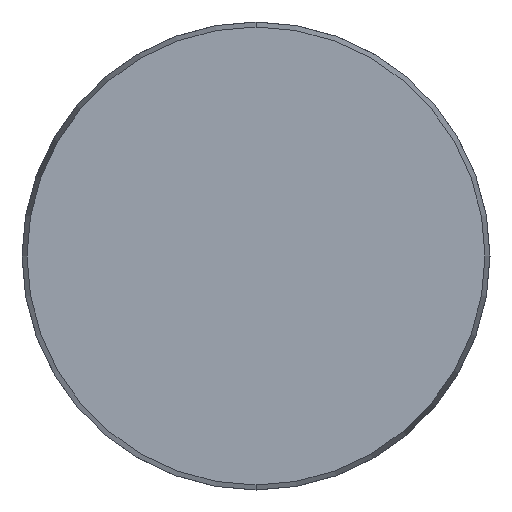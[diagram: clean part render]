
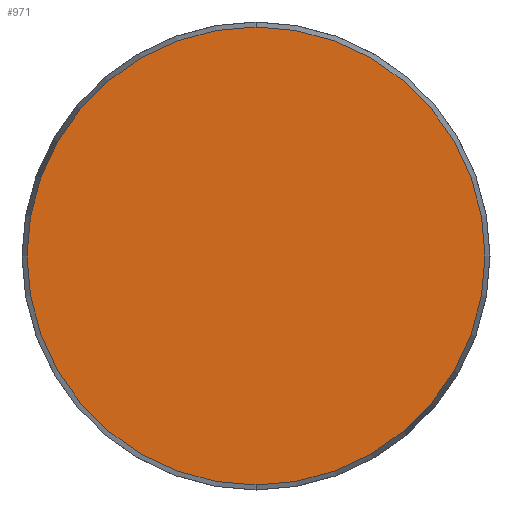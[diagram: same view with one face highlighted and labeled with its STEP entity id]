
A CAD part, front view. The second image highlights one B-rep face of the part: STEP entity #971.
In plain terms, the highlighted planar face has unit normal (0, -1, 0).
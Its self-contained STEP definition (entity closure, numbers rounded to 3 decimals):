
#31 = CARTESIAN_POINT ( 'NONE',  ( 0., 0., 39.143 ) ) ;
#139 = DIRECTION ( 'NONE',  ( 0., 0., -1. ) ) ;
#142 = CARTESIAN_POINT ( 'NONE',  ( 0., 0., 0. ) ) ;
#168 = EDGE_CURVE ( 'NONE', #240, #541, #856, .T. ) ;
#181 = ORIENTED_EDGE ( 'NONE', *, *, #168, .T. ) ;
#201 = AXIS2_PLACEMENT_3D ( 'NONE', #142, #1019, #139 ) ;
#218 = CARTESIAN_POINT ( 'NONE',  ( 0., 0., -39.143 ) ) ;
#235 = AXIS2_PLACEMENT_3D ( 'NONE', #318, #480, #569 ) ;
#240 = VERTEX_POINT ( 'NONE', #218 ) ;
#318 = CARTESIAN_POINT ( 'NONE',  ( 0., 0., 0. ) ) ;
#363 = EDGE_CURVE ( 'NONE', #541, #240, #783, .T. ) ;
#480 = DIRECTION ( 'NONE',  ( 0., -1., 0. ) ) ;
#498 = DIRECTION ( 'NONE',  ( 0., 0., 1. ) ) ;
#533 = ORIENTED_EDGE ( 'NONE', *, *, #363, .T. ) ;
#541 = VERTEX_POINT ( 'NONE', #31 ) ;
#569 = DIRECTION ( 'NONE',  ( 0., 0., -1. ) ) ;
#577 = FACE_OUTER_BOUND ( 'NONE', #727, .T. ) ;
#590 = DIRECTION ( 'NONE',  ( 0., 1., 0. ) ) ;
#727 = EDGE_LOOP ( 'NONE', ( #533, #181 ) ) ;
#783 = CIRCLE ( 'NONE', #235, 39.143 ) ;
#829 = PLANE ( 'NONE',  #938 ) ;
#856 = CIRCLE ( 'NONE', #201, 39.143 ) ;
#938 = AXIS2_PLACEMENT_3D ( 'NONE', #976, #590, #498 ) ;
#971 = ADVANCED_FACE ( 'NONE', ( #577 ), #829, .F. ) ;
#976 = CARTESIAN_POINT ( 'NONE',  ( -39.143, 0., 0. ) ) ;
#1019 = DIRECTION ( 'NONE',  ( 0., -1., 0. ) ) ;
